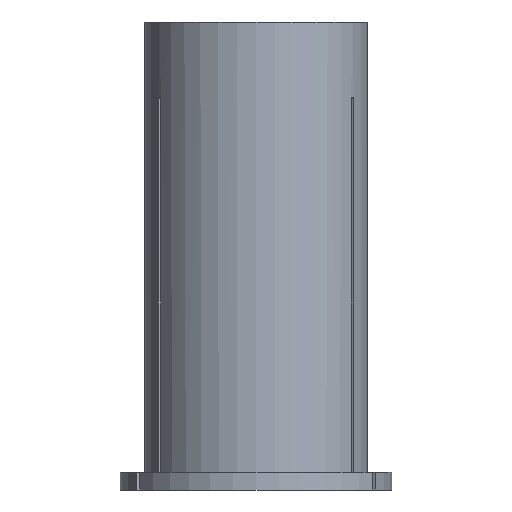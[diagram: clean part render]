
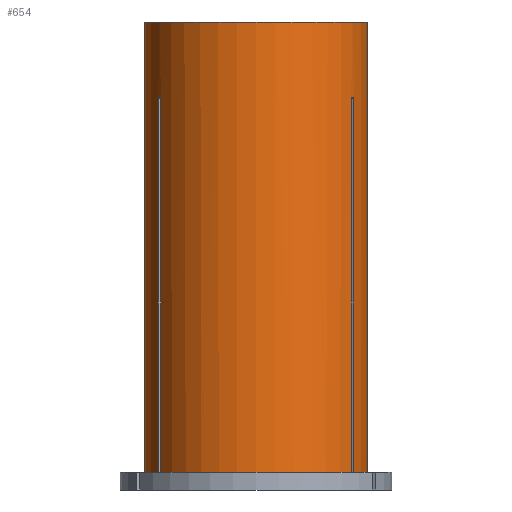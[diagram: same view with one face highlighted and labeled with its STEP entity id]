
A CAD part, front view. The second image highlights one B-rep face of the part: STEP entity #654.
In plain terms, the highlighted cylindrical face has radius 12.5 mm (diameter 25 mm), a partial arc.
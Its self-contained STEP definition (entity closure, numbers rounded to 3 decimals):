
#41 = CARTESIAN_POINT ( 'NONE',  ( -12.5, 0., -50.5 ) ) ;
#45 = EDGE_LOOP ( 'NONE', ( #802, #1202, #631, #380, #622, #1249, #512, #414, #1601, #769, #1574, #1317 ) ) ;
#86 = VERTEX_POINT ( 'NONE', #1193 ) ;
#107 = CARTESIAN_POINT ( 'NONE',  ( 10.972, -5.988, 0. ) ) ;
#111 = CARTESIAN_POINT ( 'NONE',  ( 12.5, 0., -50.5 ) ) ;
#124 = CARTESIAN_POINT ( 'NONE',  ( -10.672, -6.508, -50.5 ) ) ;
#126 = VERTEX_POINT ( 'NONE', #702 ) ;
#176 = VECTOR ( 'NONE', #1228, 1000. ) ;
#202 = CIRCLE ( 'NONE', #267, 12.5 ) ;
#252 = VERTEX_POINT ( 'NONE', #1600 ) ;
#255 = LINE ( 'NONE', #1366, #1529 ) ;
#258 = B_SPLINE_CURVE_WITH_KNOTS ( 'NONE', 3,
 ( #1218, #339, #1481, #726 ),
 .UNSPECIFIED., .F., .F.,
 ( 4, 4 ),
 ( 0., 0.001 ),
 .UNSPECIFIED. ) ;
#261 = DIRECTION ( 'NONE',  ( 0., 0., 1. ) ) ;
#267 = AXIS2_PLACEMENT_3D ( 'NONE', #1109, #351, #1229 ) ;
#315 = CARTESIAN_POINT ( 'NONE',  ( -10.876, -6.164, -8.499 ) ) ;
#324 = CARTESIAN_POINT ( 'NONE',  ( -10.776, -6.337, -8.499 ) ) ;
#339 = CARTESIAN_POINT ( 'NONE',  ( 10.776, -6.337, -8.499 ) ) ;
#351 = DIRECTION ( 'NONE',  ( 0., 0., 1. ) ) ;
#380 = ORIENTED_EDGE ( 'NONE', *, *, #1263, .T. ) ;
#391 = CARTESIAN_POINT ( 'NONE',  ( -12.5, 0., 0. ) ) ;
#392 = VECTOR ( 'NONE', #1589, 1000. ) ;
#396 = LINE ( 'NONE', #391, #1147 ) ;
#397 = EDGE_CURVE ( 'NONE', #1004, #86, #854, .T. ) ;
#399 = EDGE_CURVE ( 'NONE', #1532, #406, #255, .T. ) ;
#406 = VERTEX_POINT ( 'NONE', #725 ) ;
#414 = ORIENTED_EDGE ( 'NONE', *, *, #1564, .T. ) ;
#415 = LINE ( 'NONE', #1617, #973 ) ;
#417 = EDGE_CURVE ( 'NONE', #1000, #1031, #1108, .T. ) ;
#425 = EDGE_CURVE ( 'NONE', #1597, #1484, #1410, .T. ) ;
#444 = DIRECTION ( 'NONE',  ( 0., 0., 1. ) ) ;
#450 = DIRECTION ( 'NONE',  ( 0., 0., 1. ) ) ;
#488 = CARTESIAN_POINT ( 'NONE',  ( 10.672, -6.508, 0. ) ) ;
#512 = ORIENTED_EDGE ( 'NONE', *, *, #397, .T. ) ;
#549 = EDGE_CURVE ( 'NONE', #1597, #1532, #1423, .T. ) ;
#589 = DIRECTION ( 'NONE',  ( 1., 0., 0. ) ) ;
#597 = EDGE_CURVE ( 'NONE', #1031, #252, #415, .T. ) ;
#622 = ORIENTED_EDGE ( 'NONE', *, *, #1269, .F. ) ;
#631 = ORIENTED_EDGE ( 'NONE', *, *, #597, .T. ) ;
#651 = CARTESIAN_POINT ( 'NONE',  ( 10.672, -6.508, -50.5 ) ) ;
#654 = ADVANCED_FACE ( 'NONE', ( #949 ), #1245, .T. ) ;
#682 = VERTEX_POINT ( 'NONE', #124 ) ;
#689 = CIRCLE ( 'NONE', #765, 12.5 ) ;
#702 = CARTESIAN_POINT ( 'NONE',  ( -12.5, 0., 0. ) ) ;
#705 = DIRECTION ( 'NONE',  ( 0., 0., 1. ) ) ;
#725 = CARTESIAN_POINT ( 'NONE',  ( 12.5, 0., 0. ) ) ;
#726 = CARTESIAN_POINT ( 'NONE',  ( 10.972, -5.988, -8.502 ) ) ;
#765 = AXIS2_PLACEMENT_3D ( 'NONE', #1458, #705, #1584 ) ;
#769 = ORIENTED_EDGE ( 'NONE', *, *, #549, .T. ) ;
#774 = CARTESIAN_POINT ( 'NONE',  ( -10.672, -6.508, -8.502 ) ) ;
#777 = AXIS2_PLACEMENT_3D ( 'NONE', #1207, #450, #589 ) ;
#799 = CARTESIAN_POINT ( 'NONE',  ( -10.972, -5.988, -50.5 ) ) ;
#802 = ORIENTED_EDGE ( 'NONE', *, *, #932, .F. ) ;
#854 = LINE ( 'NONE', #488, #176 ) ;
#865 = CARTESIAN_POINT ( 'NONE',  ( 0., 0., 0. ) ) ;
#923 = VERTEX_POINT ( 'NONE', #774 ) ;
#932 = EDGE_CURVE ( 'NONE', #1000, #126, #396, .T. ) ;
#949 = FACE_OUTER_BOUND ( 'NONE', #45, .T. ) ;
#970 = CARTESIAN_POINT ( 'NONE',  ( 10.972, -5.988, -50.5 ) ) ;
#973 = VECTOR ( 'NONE', #1125, 1000. ) ;
#976 = VECTOR ( 'NONE', #444, 1000. ) ;
#988 = DIRECTION ( 'NONE',  ( 1., 0., 0. ) ) ;
#1000 = VERTEX_POINT ( 'NONE', #41 ) ;
#1004 = VERTEX_POINT ( 'NONE', #651 ) ;
#1012 = LINE ( 'NONE', #1080, #976 ) ;
#1031 = VERTEX_POINT ( 'NONE', #799 ) ;
#1063 = CARTESIAN_POINT ( 'NONE',  ( 0., 0., -50.5 ) ) ;
#1080 = CARTESIAN_POINT ( 'NONE',  ( -10.672, -6.508, 0. ) ) ;
#1108 = CIRCLE ( 'NONE', #1542, 12.5 ) ;
#1109 = CARTESIAN_POINT ( 'NONE',  ( 0., 0., -50.5 ) ) ;
#1125 = DIRECTION ( 'NONE',  ( 0., 0., 1. ) ) ;
#1147 = VECTOR ( 'NONE', #261, 1000. ) ;
#1152 = B_SPLINE_CURVE_WITH_KNOTS ( 'NONE', 3,
 ( #1462, #315, #324, #1203 ),
 .UNSPECIFIED., .F., .F.,
 ( 4, 4 ),
 ( 0., 0.001 ),
 .UNSPECIFIED. ) ;
#1184 = DIRECTION ( 'NONE',  ( 0., 0., 1. ) ) ;
#1193 = CARTESIAN_POINT ( 'NONE',  ( 10.672, -6.508, -8.502 ) ) ;
#1202 = ORIENTED_EDGE ( 'NONE', *, *, #417, .T. ) ;
#1203 = CARTESIAN_POINT ( 'NONE',  ( -10.672, -6.508, -8.502 ) ) ;
#1207 = CARTESIAN_POINT ( 'NONE',  ( 0., 0., -50.5 ) ) ;
#1218 = CARTESIAN_POINT ( 'NONE',  ( 10.672, -6.508, -8.502 ) ) ;
#1226 = EDGE_CURVE ( 'NONE', #126, #406, #689, .T. ) ;
#1228 = DIRECTION ( 'NONE',  ( 0., 0., 1. ) ) ;
#1229 = DIRECTION ( 'NONE',  ( 1., 0., 0. ) ) ;
#1231 = DIRECTION ( 'NONE',  ( 0., 0., 1. ) ) ;
#1245 = CYLINDRICAL_SURFACE ( 'NONE', #1534, 12.5 ) ;
#1249 = ORIENTED_EDGE ( 'NONE', *, *, #1628, .T. ) ;
#1263 = EDGE_CURVE ( 'NONE', #252, #923, #1152, .T. ) ;
#1269 = EDGE_CURVE ( 'NONE', #682, #923, #1012, .T. ) ;
#1317 = ORIENTED_EDGE ( 'NONE', *, *, #1226, .F. ) ;
#1362 = CARTESIAN_POINT ( 'NONE',  ( 10.972, -5.988, -8.502 ) ) ;
#1366 = CARTESIAN_POINT ( 'NONE',  ( 12.5, 0., 0. ) ) ;
#1410 = LINE ( 'NONE', #107, #392 ) ;
#1423 = CIRCLE ( 'NONE', #777, 12.5 ) ;
#1448 = DIRECTION ( 'NONE',  ( 1., 0., 0. ) ) ;
#1458 = CARTESIAN_POINT ( 'NONE',  ( 0., 0., 0. ) ) ;
#1462 = CARTESIAN_POINT ( 'NONE',  ( -10.972, -5.988, -8.502 ) ) ;
#1481 = CARTESIAN_POINT ( 'NONE',  ( 10.876, -6.164, -8.499 ) ) ;
#1484 = VERTEX_POINT ( 'NONE', #1362 ) ;
#1529 = VECTOR ( 'NONE', #1614, 1000. ) ;
#1532 = VERTEX_POINT ( 'NONE', #111 ) ;
#1534 = AXIS2_PLACEMENT_3D ( 'NONE', #865, #1231, #988 ) ;
#1542 = AXIS2_PLACEMENT_3D ( 'NONE', #1063, #1184, #1448 ) ;
#1564 = EDGE_CURVE ( 'NONE', #86, #1484, #258, .T. ) ;
#1574 = ORIENTED_EDGE ( 'NONE', *, *, #399, .T. ) ;
#1584 = DIRECTION ( 'NONE',  ( 1., 0., 0. ) ) ;
#1589 = DIRECTION ( 'NONE',  ( 0., 0., 1. ) ) ;
#1597 = VERTEX_POINT ( 'NONE', #970 ) ;
#1600 = CARTESIAN_POINT ( 'NONE',  ( -10.972, -5.988, -8.502 ) ) ;
#1601 = ORIENTED_EDGE ( 'NONE', *, *, #425, .F. ) ;
#1614 = DIRECTION ( 'NONE',  ( 0., 0., 1. ) ) ;
#1617 = CARTESIAN_POINT ( 'NONE',  ( -10.972, -5.988, 0. ) ) ;
#1628 = EDGE_CURVE ( 'NONE', #682, #1004, #202, .T. ) ;
